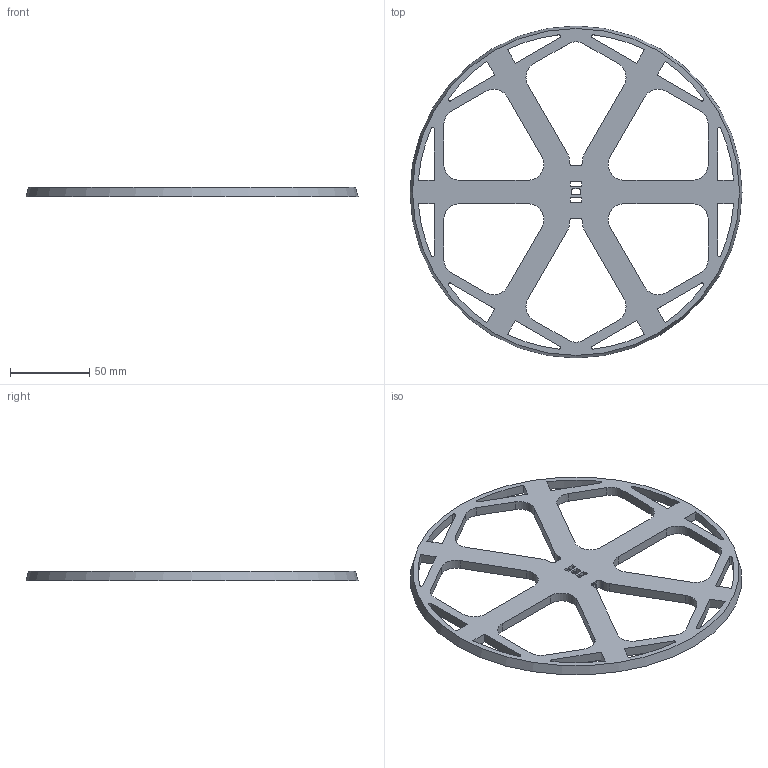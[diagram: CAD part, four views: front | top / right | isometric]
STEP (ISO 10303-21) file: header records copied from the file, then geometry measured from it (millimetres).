
FILE_DESCRIPTION(('STEP AP203'), '1');
FILE_NAME('Wheel', '', ('UNSPECIFIED'), ('UNSPECIFIED'), 'C3D Converter', 'C3D Toolkit', '');
FILE_SCHEMA(('CONFIG_CONTROL_DESIGN'));
Length unit declared in the file: millimetre
Products named in the file (1): Wheel
Bounding box: 210 x 210 x 6 mm (x, y, z)
Volume: 87056.4 mm3; surface area: 46714.3 mm2
Topology: 1 solids, 1 shells, 143 faces, 423 edges, 282 vertices
Faces by surface type: cylinder 76, plane 66, cone 1
Entity records: 4966 total; most frequent: DIRECTION 864, CARTESIAN_POINT 848, ORIENTED_EDGE 844, EDGE_CURVE 422, AXIS2_PLACEMENT_3D 298, VERTEX_POINT 282, LINE 268, VECTOR 268
